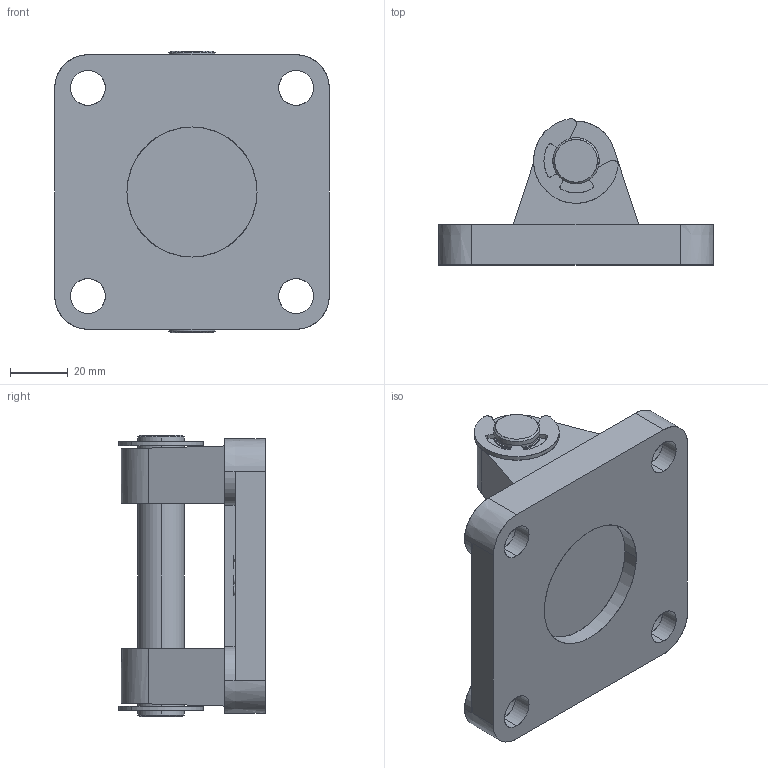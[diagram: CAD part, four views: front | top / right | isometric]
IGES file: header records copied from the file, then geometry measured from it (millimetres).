
Start section: SolidWorks IGES file using analytic representation for surfaces
Global section: file name: EM_I_WDS_080_A.IGS; native system: SolidWorks 2013; preprocessor: SolidWorks 2013; author: technolog3; date: 141017.153335; units: millimetre
Bounding box: 95 x 50.59 x 97.5 mm (x, y, z)
Surface area: 39886.9 mm2 (no closed solid volume)
Topology: 0 solids, 0 shells, 226 faces, 3589 edges, 3589 vertices
Faces by surface type: bspline 150, revolution 76
